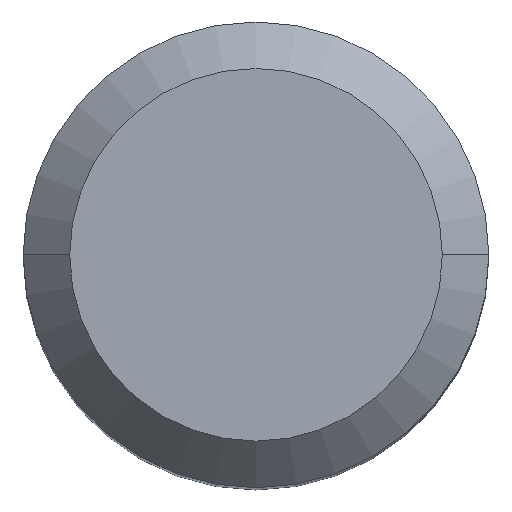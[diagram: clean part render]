
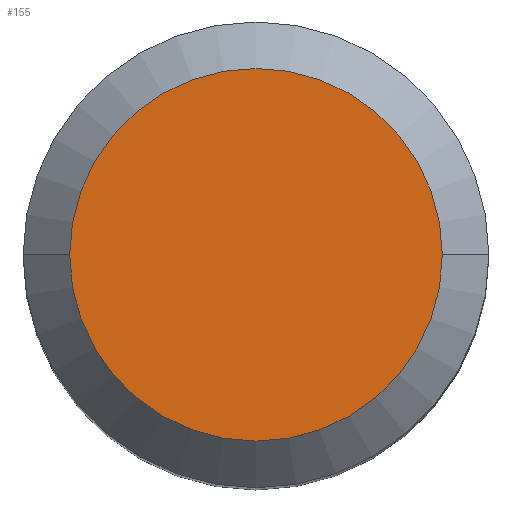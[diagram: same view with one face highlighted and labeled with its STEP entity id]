
A CAD part, top view. The second image highlights one B-rep face of the part: STEP entity #155.
In plain terms, the highlighted planar face has unit normal (0, 0, 1).
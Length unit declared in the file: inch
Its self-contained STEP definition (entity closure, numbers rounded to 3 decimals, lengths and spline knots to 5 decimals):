
#45 = VERTEX_POINT ( 'NONE', #111 ) ;
#55 = EDGE_LOOP ( 'NONE', ( #362, #382 ) ) ;
#111 = CARTESIAN_POINT ( 'NONE',  ( 0.18896, 0., 0. ) ) ;
#131 = CARTESIAN_POINT ( 'NONE',  ( -0.18896, 0., 0. ) ) ;
#152 = FACE_OUTER_BOUND ( 'NONE', #55, .T. ) ;
#155 = ADVANCED_FACE ( 'NONE', ( #152 ), #511, .F. ) ;
#157 = CIRCLE ( 'NONE', #211, 0.18896 ) ;
#168 = DIRECTION ( 'NONE',  ( 1., 0., 0. ) ) ;
#196 = DIRECTION ( 'NONE',  ( 0., 0., -1. ) ) ;
#208 = EDGE_CURVE ( 'NONE', #45, #310, #157, .T. ) ;
#211 = AXIS2_PLACEMENT_3D ( 'NONE', #489, #455, #168 ) ;
#244 = DIRECTION ( 'NONE',  ( -1., 0., 0. ) ) ;
#310 = VERTEX_POINT ( 'NONE', #131 ) ;
#320 = CARTESIAN_POINT ( 'NONE',  ( 0., 0., 0. ) ) ;
#345 = DIRECTION ( 'NONE',  ( 0., 0., 1. ) ) ;
#362 = ORIENTED_EDGE ( 'NONE', *, *, #373, .T. ) ;
#373 = EDGE_CURVE ( 'NONE', #310, #45, #481, .T. ) ;
#382 = ORIENTED_EDGE ( 'NONE', *, *, #208, .T. ) ;
#420 = AXIS2_PLACEMENT_3D ( 'NONE', #500, #345, #508 ) ;
#455 = DIRECTION ( 'NONE',  ( 0., 0., 1. ) ) ;
#480 = AXIS2_PLACEMENT_3D ( 'NONE', #320, #196, #244 ) ;
#481 = CIRCLE ( 'NONE', #420, 0.18896 ) ;
#489 = CARTESIAN_POINT ( 'NONE',  ( 0., 0., 0. ) ) ;
#500 = CARTESIAN_POINT ( 'NONE',  ( 0., 0., 0. ) ) ;
#508 = DIRECTION ( 'NONE',  ( 1., 0., 0. ) ) ;
#511 = PLANE ( 'NONE',  #480 ) ;
